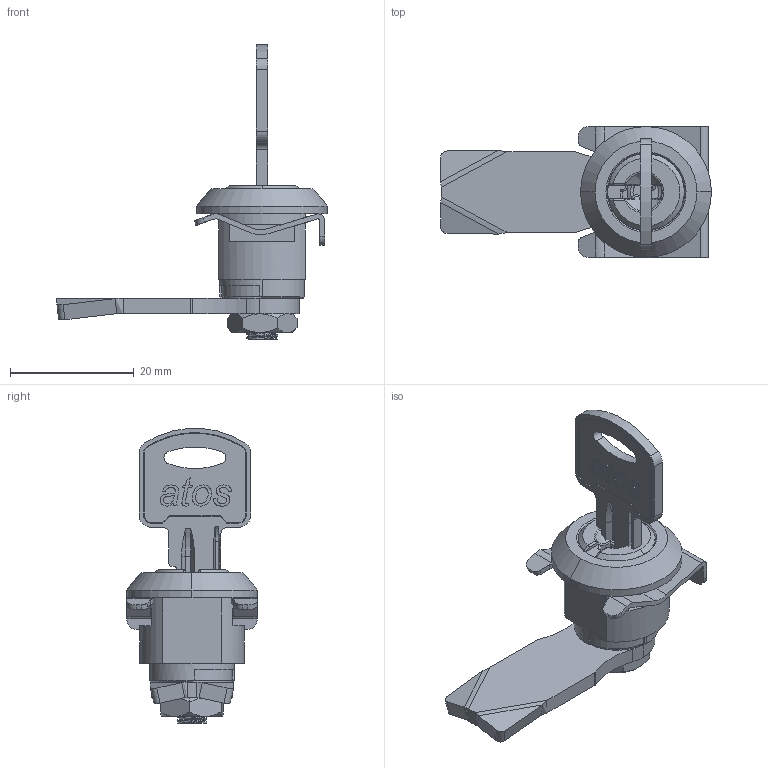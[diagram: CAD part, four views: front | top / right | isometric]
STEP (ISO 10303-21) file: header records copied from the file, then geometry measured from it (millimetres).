
FILE_DESCRIPTION (( 'STEP AP203' ), '1' );
FILE_NAME ('KM57.K.1.2.01.3020.1..STEP', '2022-07-28T12:42:07', ( '' ), ( '' ), 'SwSTEP 2.0', 'SolidWorks 2021', '' );
FILE_SCHEMA (( 'CONFIG_CONTROL_DESIGN' ));
Length unit declared in the file: millimetre
Products named in the file (1): KM57.K.1.2.01.3020.1.
Bounding box: 43.69 x 21.11 x 47.57 mm (x, y, z)
Surface area: 5231.4 mm2 (no closed solid volume)
Topology: 0 solids, 7 shells, 401 faces, 1237 edges, 853 vertices
Faces by surface type: plane 139, bspline 132, cylinder 96, cone 34
Entity records: 20393 total; most frequent: CARTESIAN_POINT 10513, ORIENTED_EDGE 2234, DIRECTION 1584, EDGE_CURVE 1236, VERTEX_POINT 853, LINE 590, VECTOR 590, AXIS2_PLACEMENT_3D 497
